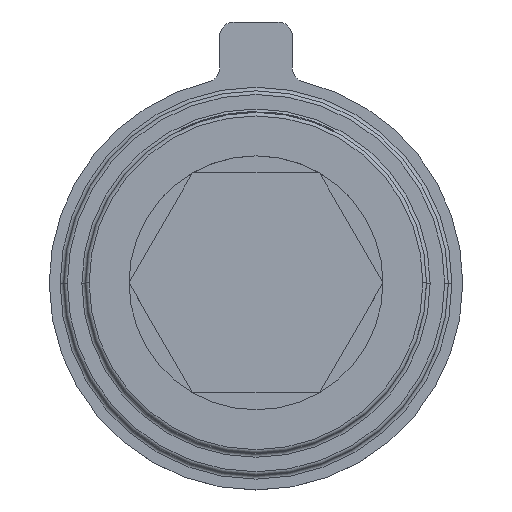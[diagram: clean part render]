
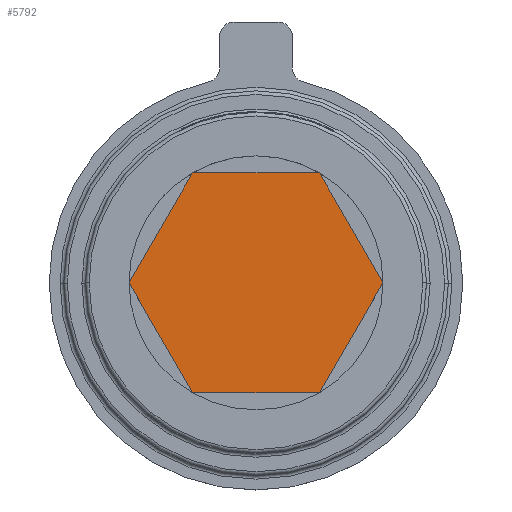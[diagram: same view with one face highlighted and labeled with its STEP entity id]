
A CAD part, top view. The second image highlights one B-rep face of the part: STEP entity #5792.
In plain terms, the highlighted planar face has unit normal (0, 0, 1).
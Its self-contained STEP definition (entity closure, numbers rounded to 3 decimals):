
#42 = ORIENTED_EDGE ( 'NONE', *, *, #10736, .T. ) ;
#215 = LINE ( 'NONE', #6608, #3855 ) ;
#280 = LINE ( 'NONE', #4482, #1367 ) ;
#943 = VECTOR ( 'NONE', #13371, 1000. ) ;
#1367 = VECTOR ( 'NONE', #7730, 1000. ) ;
#1660 = LINE ( 'NONE', #4633, #4668 ) ;
#1845 = EDGE_LOOP ( 'NONE', ( #5884, #10034, #11066, #11817, #42, #6468 ) ) ;
#1870 = CARTESIAN_POINT ( 'NONE',  ( 0.875, 1.516, 3.05 ) ) ;
#1899 = CARTESIAN_POINT ( 'NONE',  ( 0.875, -1.516, 3.05 ) ) ;
#2639 = LINE ( 'NONE', #2770, #12643 ) ;
#2770 = CARTESIAN_POINT ( 'NONE',  ( -0.875, -1.516, 3.05 ) ) ;
#2786 = CARTESIAN_POINT ( 'NONE',  ( -0.875, 1.516, 3.05 ) ) ;
#3091 = VECTOR ( 'NONE', #7278, 1000. ) ;
#3855 = VECTOR ( 'NONE', #8724, 1000. ) ;
#3896 = EDGE_CURVE ( 'NONE', #10382, #10267, #12544, .T. ) ;
#4314 = EDGE_CURVE ( 'NONE', #10267, #5234, #1660, .T. ) ;
#4482 = CARTESIAN_POINT ( 'NONE',  ( -1.75, 0., 3.05 ) ) ;
#4633 = CARTESIAN_POINT ( 'NONE',  ( 1.75, 0., 3.05 ) ) ;
#4668 = VECTOR ( 'NONE', #7834, 1000. ) ;
#4905 = EDGE_CURVE ( 'NONE', #12933, #10382, #2639, .T. ) ;
#5234 = VERTEX_POINT ( 'NONE', #1870 ) ;
#5616 = PLANE ( 'NONE',  #6740 ) ;
#5792 = ADVANCED_FACE ( 'NONE', ( #12158 ), #5616, .T. ) ;
#5884 = ORIENTED_EDGE ( 'NONE', *, *, #3896, .T. ) ;
#5913 = EDGE_CURVE ( 'NONE', #12694, #11940, #215, .T. ) ;
#5941 = LINE ( 'NONE', #7089, #943 ) ;
#6049 = DIRECTION ( 'NONE',  ( 1., 0., 0. ) ) ;
#6468 = ORIENTED_EDGE ( 'NONE', *, *, #4905, .T. ) ;
#6608 = CARTESIAN_POINT ( 'NONE',  ( -0.875, 1.516, 3.05 ) ) ;
#6740 = AXIS2_PLACEMENT_3D ( 'NONE', #13539, #7252, #6049 ) ;
#7089 = CARTESIAN_POINT ( 'NONE',  ( 0.875, 1.516, 3.05 ) ) ;
#7252 = DIRECTION ( 'NONE',  ( 0., 0., 1. ) ) ;
#7278 = DIRECTION ( 'NONE',  ( 0.5, 0.866, 0. ) ) ;
#7730 = DIRECTION ( 'NONE',  ( 0.5, -0.866, 0. ) ) ;
#7834 = DIRECTION ( 'NONE',  ( -0.5, 0.866, 0. ) ) ;
#7991 = CARTESIAN_POINT ( 'NONE',  ( -1.75, 0., 3.05 ) ) ;
#8724 = DIRECTION ( 'NONE',  ( -0.5, -0.866, 0. ) ) ;
#10034 = ORIENTED_EDGE ( 'NONE', *, *, #4314, .T. ) ;
#10267 = VERTEX_POINT ( 'NONE', #12279 ) ;
#10382 = VERTEX_POINT ( 'NONE', #10464 ) ;
#10464 = CARTESIAN_POINT ( 'NONE',  ( 0.875, -1.516, 3.05 ) ) ;
#10736 = EDGE_CURVE ( 'NONE', #11940, #12933, #280, .T. ) ;
#10878 = CARTESIAN_POINT ( 'NONE',  ( -0.875, -1.516, 3.05 ) ) ;
#11066 = ORIENTED_EDGE ( 'NONE', *, *, #13592, .T. ) ;
#11074 = DIRECTION ( 'NONE',  ( 1., 0., 0. ) ) ;
#11817 = ORIENTED_EDGE ( 'NONE', *, *, #5913, .T. ) ;
#11940 = VERTEX_POINT ( 'NONE', #7991 ) ;
#12158 = FACE_OUTER_BOUND ( 'NONE', #1845, .T. ) ;
#12279 = CARTESIAN_POINT ( 'NONE',  ( 1.75, 0., 3.05 ) ) ;
#12544 = LINE ( 'NONE', #1899, #3091 ) ;
#12643 = VECTOR ( 'NONE', #11074, 1000. ) ;
#12694 = VERTEX_POINT ( 'NONE', #2786 ) ;
#12933 = VERTEX_POINT ( 'NONE', #10878 ) ;
#13371 = DIRECTION ( 'NONE',  ( -1., 0., 0. ) ) ;
#13539 = CARTESIAN_POINT ( 'NONE',  ( 0., 0., 3.05 ) ) ;
#13592 = EDGE_CURVE ( 'NONE', #5234, #12694, #5941, .T. ) ;
